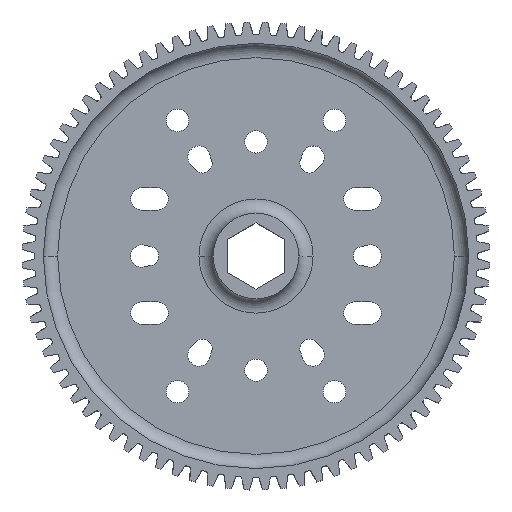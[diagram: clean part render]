
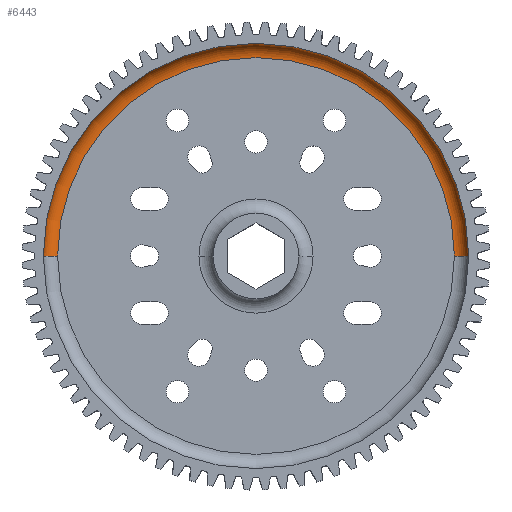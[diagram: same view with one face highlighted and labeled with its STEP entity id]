
A CAD part, top view. The second image highlights one B-rep face of the part: STEP entity #6443.
In plain terms, the highlighted toroidal (fillet/blend) face has major radius 44.133 mm and minor radius 3.175 mm.
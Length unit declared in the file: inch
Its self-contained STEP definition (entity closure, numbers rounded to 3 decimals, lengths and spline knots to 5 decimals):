
#546 = DIRECTION ( 'NONE',  ( 0., -1., 0. ) ) ;
#1672 = CARTESIAN_POINT ( 'NONE',  ( 0., 0., 0.0275 ) ) ;
#1900 = CARTESIAN_POINT ( 'NONE',  ( -1.8625, 0., 0.0275 ) ) ;
#2860 = CIRCLE ( 'NONE', #31297, 1.7375 ) ;
#5282 = AXIS2_PLACEMENT_3D ( 'NONE', #37560, #19933, #13041 ) ;
#6443 = ADVANCED_FACE ( 'NONE', ( #21104 ), #36028, .F. ) ;
#7717 = ORIENTED_EDGE ( 'NONE', *, *, #25939, .F. ) ;
#9471 = VERTEX_POINT ( 'NONE', #1900 ) ;
#10353 = VERTEX_POINT ( 'NONE', #12902 ) ;
#11072 = DIRECTION ( 'NONE',  ( 0., 0., 1. ) ) ;
#11634 = EDGE_CURVE ( 'NONE', #10353, #9471, #38745, .T. ) ;
#12902 = CARTESIAN_POINT ( 'NONE',  ( -1.7375, 0., -0.0975 ) ) ;
#13041 = DIRECTION ( 'NONE',  ( -1., 0., 0. ) ) ;
#13739 = VERTEX_POINT ( 'NONE', #36346 ) ;
#14977 = VERTEX_POINT ( 'NONE', #28519 ) ;
#16729 = EDGE_CURVE ( 'NONE', #9471, #14977, #35433, .T. ) ;
#18338 = DIRECTION ( 'NONE',  ( 0., 0., 1. ) ) ;
#19847 = DIRECTION ( 'NONE',  ( 1., 0., 0. ) ) ;
#19933 = DIRECTION ( 'NONE',  ( 0., 1., 0. ) ) ;
#20938 = ORIENTED_EDGE ( 'NONE', *, *, #11634, .F. ) ;
#21104 = FACE_OUTER_BOUND ( 'NONE', #31223, .T. ) ;
#21186 = ORIENTED_EDGE ( 'NONE', *, *, #29854, .T. ) ;
#22422 = DIRECTION ( 'NONE',  ( 0., 0., -1. ) ) ;
#22785 = AXIS2_PLACEMENT_3D ( 'NONE', #1672, #22422, #19847 ) ;
#23034 = ORIENTED_EDGE ( 'NONE', *, *, #16729, .F. ) ;
#24265 = CARTESIAN_POINT ( 'NONE',  ( 0., 0., 0.0275 ) ) ;
#25939 = EDGE_CURVE ( 'NONE', #13739, #10353, #2860, .T. ) ;
#27440 = DIRECTION ( 'NONE',  ( 1., 0., 0. ) ) ;
#28025 = DIRECTION ( 'NONE',  ( 0., 0., -1. ) ) ;
#28519 = CARTESIAN_POINT ( 'NONE',  ( 1.8625, 0., 0.0275 ) ) ;
#29570 = CIRCLE ( 'NONE', #33396, 0.125 ) ;
#29854 = EDGE_CURVE ( 'NONE', #13739, #14977, #29570, .T. ) ;
#30997 = CARTESIAN_POINT ( 'NONE',  ( 1.7375, 0., 0.0275 ) ) ;
#31223 = EDGE_LOOP ( 'NONE', ( #20938, #7717, #21186, #23034 ) ) ;
#31297 = AXIS2_PLACEMENT_3D ( 'NONE', #37780, #11072, #34423 ) ;
#33396 = AXIS2_PLACEMENT_3D ( 'NONE', #30997, #546, #28025 ) ;
#34423 = DIRECTION ( 'NONE',  ( 1., 0., 0. ) ) ;
#35433 = CIRCLE ( 'NONE', #22785, 1.8625 ) ;
#36028 = TOROIDAL_SURFACE ( 'NONE', #37315, 1.7375, 0.125 ) ;
#36346 = CARTESIAN_POINT ( 'NONE',  ( 1.7375, 0., -0.0975 ) ) ;
#37315 = AXIS2_PLACEMENT_3D ( 'NONE', #24265, #18338, #27440 ) ;
#37560 = CARTESIAN_POINT ( 'NONE',  ( -1.7375, 0., 0.0275 ) ) ;
#37780 = CARTESIAN_POINT ( 'NONE',  ( 0., 0., -0.0975 ) ) ;
#38745 = CIRCLE ( 'NONE', #5282, 0.125 ) ;
